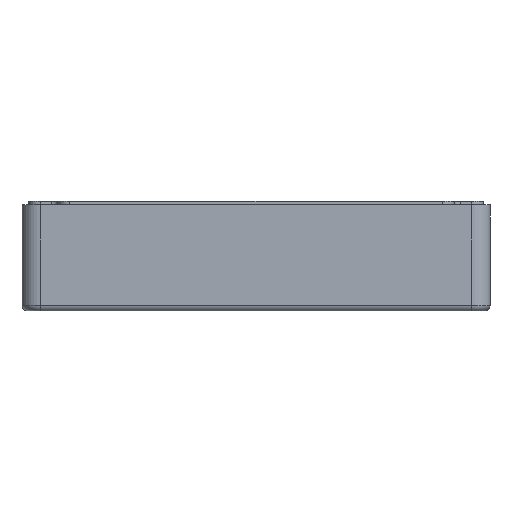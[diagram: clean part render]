
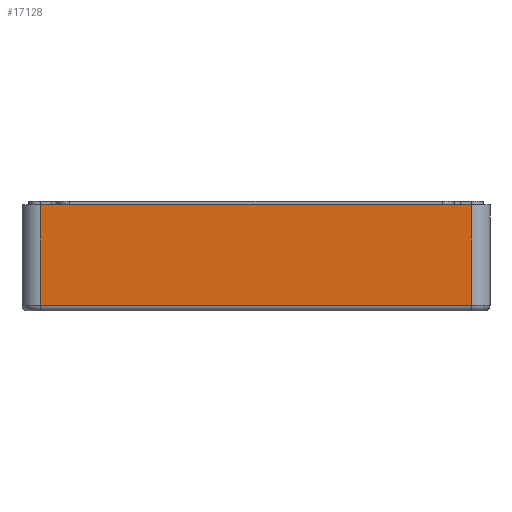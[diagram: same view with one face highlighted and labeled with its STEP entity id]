
A CAD part, left-side view. The second image highlights one B-rep face of the part: STEP entity #17128.
In plain terms, the highlighted planar face has unit normal (-1, 0, 0).
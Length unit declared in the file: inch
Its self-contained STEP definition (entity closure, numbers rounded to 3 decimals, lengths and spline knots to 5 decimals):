
#1598=PLANE('',#17907);
#2510=FACE_OUTER_BOUND('',#3508,.T.);
#3508=EDGE_LOOP('',(#16090,#16091,#16092,#16093));
#4205=LINE('',#26089,#5877);
#5185=LINE('',#31658,#6857);
#5186=LINE('',#31661,#6858);
#5187=LINE('',#31662,#6859);
#5877=VECTOR('',#19091,0.3937);
#6857=VECTOR('',#21103,0.3937);
#6858=VECTOR('',#21106,0.3937);
#6859=VECTOR('',#21107,0.3937);
#7761=VERTEX_POINT('',#26075);
#7765=VERTEX_POINT('',#26087);
#8680=VERTEX_POINT('',#31656);
#8681=VERTEX_POINT('',#31660);
#9751=EDGE_CURVE('',#7765,#7761,#4205,.T.);
#11166=EDGE_CURVE('',#7765,#8680,#5185,.T.);
#11167=EDGE_CURVE('',#8681,#8680,#5186,.T.);
#11168=EDGE_CURVE('',#7761,#8681,#5187,.T.);
#16090=ORIENTED_EDGE('',*,*,#9751,.F.);
#16091=ORIENTED_EDGE('',*,*,#11166,.T.);
#16092=ORIENTED_EDGE('',*,*,#11167,.F.);
#16093=ORIENTED_EDGE('',*,*,#11168,.F.);
#17128=ADVANCED_FACE('',(#2510),#1598,.T.);
#17907=AXIS2_PLACEMENT_3D('',#31659,#21104,#21105);
#19091=DIRECTION('',(0.,1.,0.));
#21103=DIRECTION('',(0.,0.,1.));
#21104=DIRECTION('center_axis',(-1.,0.,0.));
#21105=DIRECTION('ref_axis',(0.,-1.,0.));
#21106=DIRECTION('',(0.,-1.,0.));
#21107=DIRECTION('',(0.,0.,1.));
#26075=CARTESIAN_POINT('',(0.,6.15,0.075));
#26087=CARTESIAN_POINT('',(0.,0.25,0.075));
#26089=CARTESIAN_POINT('',(0.,4.675,0.075));
#31656=CARTESIAN_POINT('',(0.,0.25,1.45));
#31658=CARTESIAN_POINT('',(0.,0.25,0.));
#31659=CARTESIAN_POINT('Origin',(0.,6.15,0.));
#31660=CARTESIAN_POINT('',(0.,6.15,1.45));
#31661=CARTESIAN_POINT('',(0.,6.15,1.45));
#31662=CARTESIAN_POINT('',(0.,6.15,0.));
